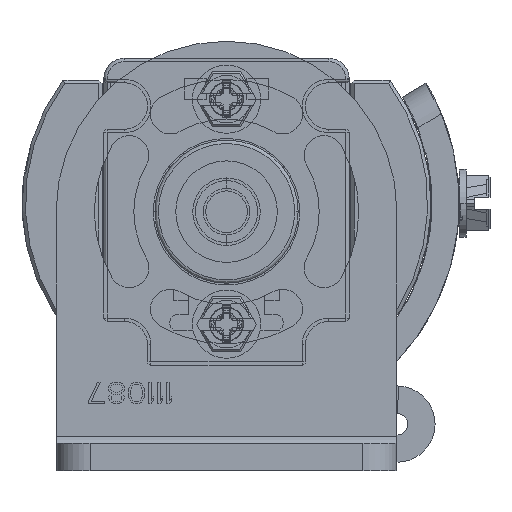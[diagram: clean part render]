
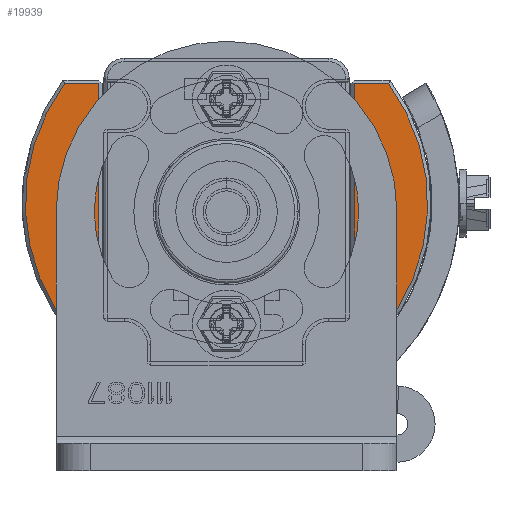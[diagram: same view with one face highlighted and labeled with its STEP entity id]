
A CAD part, front view. The second image highlights one B-rep face of the part: STEP entity #19939.
In plain terms, the highlighted face is planar.
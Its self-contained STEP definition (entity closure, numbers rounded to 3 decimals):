
#18924=DIRECTION('',(1.,0.,0.));
#18925=VECTOR('',#18924,37.);
#18926=CARTESIAN_POINT('',(-19.5,-18.75,-10.));
#18927=LINE('',#18926,#18925);
#18944=DIRECTION('',(0.,-1.,0.));
#18945=VECTOR('',#18944,4.999);
#18946=CARTESIAN_POINT('',(17.5,-18.75,-10.));
#18947=LINE('',#18946,#18945);
#18962=CARTESIAN_POINT('',(0.,0.,-10.));
#18963=DIRECTION('',(0.,0.,-1.));
#18964=DIRECTION('',(0.593,-0.805,0.));
#18965=AXIS2_PLACEMENT_3D('',#18962,#18963,#18964);
#19585=CARTESIAN_POINT('',(-19.5,15.25,-10.));
#19586=DIRECTION('',(0.,0.,1.));
#19587=DIRECTION('',(0.,1.,0.));
#19588=AXIS2_PLACEMENT_3D('',#19585,#19586,#19587);
#19590=DIRECTION('',(-1.,0.,0.));
#19591=VECTOR('',#19590,37.);
#19592=CARTESIAN_POINT('',(17.5,18.75,-10.));
#19593=LINE('',#19592,#19591);
#19606=DIRECTION('',(0.,-1.,0.));
#19607=VECTOR('',#19606,4.999);
#19608=CARTESIAN_POINT('',(17.5,23.749,-10.));
#19609=LINE('',#19608,#19607);
#19623=DIRECTION('',(0.,-1.,0.));
#19624=VECTOR('',#19623,30.5);
#19625=CARTESIAN_POINT('',(-23.,15.25,-10.));
#19626=LINE('',#19625,#19624);
#19644=CARTESIAN_POINT('',(-19.5,-15.25,-10.));
#19645=DIRECTION('',(0.,0.,1.));
#19646=DIRECTION('',(-1.,0.,0.));
#19647=AXIS2_PLACEMENT_3D('',#19644,#19645,#19646);
#19744=CARTESIAN_POINT('',(17.5,-23.749,-10.));
#19745=CARTESIAN_POINT('',(17.5,23.749,-10.));
#19746=VERTEX_POINT('',#19744);
#19747=VERTEX_POINT('',#19745);
#19748=CARTESIAN_POINT('',(17.5,18.75,-10.));
#19749=VERTEX_POINT('',#19748);
#19752=CARTESIAN_POINT('',(17.5,-18.75,-10.));
#19753=VERTEX_POINT('',#19752);
#19900=CARTESIAN_POINT('',(-19.5,18.75,-10.));
#19901=VERTEX_POINT('',#19900);
#19906=CARTESIAN_POINT('',(-23.,15.25,-10.));
#19907=VERTEX_POINT('',#19906);
#19908=CARTESIAN_POINT('',(-23.,-15.25,-10.));
#19909=VERTEX_POINT('',#19908);
#19914=CARTESIAN_POINT('',(-19.5,-18.75,-10.));
#19915=VERTEX_POINT('',#19914);
#19916=CARTESIAN_POINT('',(0.,0.,-10.));
#19917=DIRECTION('',(0.,0.,1.));
#19918=DIRECTION('',(1.,0.,0.));
#19919=AXIS2_PLACEMENT_3D('',#19916,#19917,#19918);
#19920=PLANE('',#19919);
#19922=ORIENTED_EDGE('',*,*,#19921,.F.);
#19924=ORIENTED_EDGE('',*,*,#19923,.F.);
#19926=ORIENTED_EDGE('',*,*,#19925,.F.);
#19928=ORIENTED_EDGE('',*,*,#19927,.F.);
#19930=ORIENTED_EDGE('',*,*,#19929,.F.);
#19932=ORIENTED_EDGE('',*,*,#19931,.F.);
#19934=ORIENTED_EDGE('',*,*,#19933,.F.);
#19936=ORIENTED_EDGE('',*,*,#19935,.F.);
#19937=EDGE_LOOP('',(#19922,#19924,#19926,#19928,#19930,#19932,#19934,#19936));
#19938=FACE_OUTER_BOUND('',#19937,.F.);
#19939=ADVANCED_FACE('',(#19938),#19920,.F.);
#18966=CIRCLE('',#18965,29.5);
#19589=CIRCLE('',#19588,3.5);
#19648=CIRCLE('',#19647,3.5);
#19921=EDGE_CURVE('',#19915,#19753,#18927,.T.);
#19923=EDGE_CURVE('',#19909,#19915,#19648,.T.);
#19925=EDGE_CURVE('',#19907,#19909,#19626,.T.);
#19927=EDGE_CURVE('',#19901,#19907,#19589,.T.);
#19929=EDGE_CURVE('',#19749,#19901,#19593,.T.);
#19931=EDGE_CURVE('',#19747,#19749,#19609,.T.);
#19933=EDGE_CURVE('',#19746,#19747,#18966,.T.);
#19935=EDGE_CURVE('',#19753,#19746,#18947,.T.);
